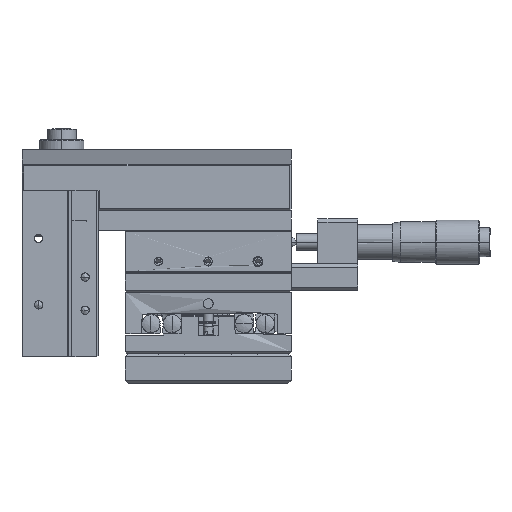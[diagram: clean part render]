
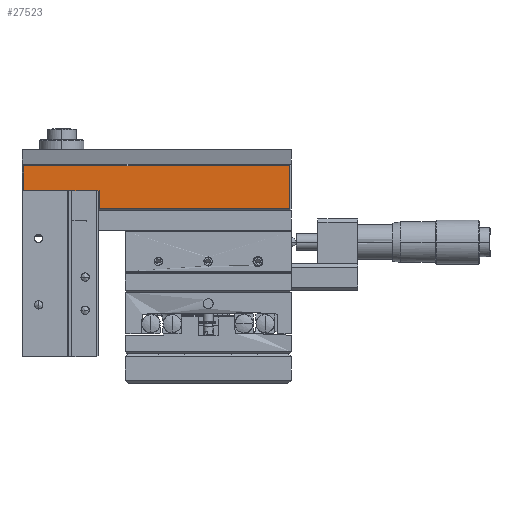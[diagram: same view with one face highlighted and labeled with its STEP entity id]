
A CAD part, front view. The second image highlights one B-rep face of the part: STEP entity #27523.
In plain terms, the highlighted free-form (B-spline) face has degree [1, 1] with [2, 2] control points.
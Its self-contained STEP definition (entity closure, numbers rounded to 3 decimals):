
#756 = B_SPLINE_SURFACE_WITH_KNOTS ( 'NONE', 1, 1, ( 
 ( #45109, #37348 ),
 ( #20014, #27263 ) ),
 .UNSPECIFIED., .F., .F., .F.,
 ( 2, 2 ),
 ( 2, 2 ),
 ( 0., 1. ),
 ( 0., 1. ),
 .UNSPECIFIED. ) ;
#1159 = ORIENTED_EDGE ( 'NONE', *, *, #10591, .F. ) ;
#1267 = CARTESIAN_POINT ( 'NONE',  ( -45.081, -27.499, 43.078 ) ) ;
#2393 = EDGE_LOOP ( 'NONE', ( #44736, #33293, #1159, #18487, #12463, #17838, #11017, #11862, #34864 ) ) ;
#2903 = VERTEX_POINT ( 'NONE', #22846 ) ;
#3006 = CARTESIAN_POINT ( 'NONE',  ( -31.781, -27.499, 35.578 ) ) ;
#4258 = CARTESIAN_POINT ( 'NONE',  ( -22.381, -27.499, 30.078 ) ) ;
#4616 = CARTESIAN_POINT ( 'NONE',  ( -45.081, -27.499, 35.578 ) ) ;
#5836 = CARTESIAN_POINT ( 'NONE',  ( -30.581, -27.499, 35.578 ) ) ;
#6253 = CARTESIAN_POINT ( 'NONE',  ( -23.081, -27.499, 35.578 ) ) ;
#8192 = VERTEX_POINT ( 'NONE', #20266 ) ;
#8530 = CARTESIAN_POINT ( 'NONE',  ( 34.919, -27.499, 43.078 ) ) ;
#9041 = B_SPLINE_CURVE_WITH_KNOTS ( 'NONE', 1,
 ( #40491, #27112 ),
 .UNSPECIFIED., .F., .F.,
 ( 2, 2 ),
 ( -1., 0. ),
 .UNSPECIFIED. ) ;
#9453 = CARTESIAN_POINT ( 'NONE',  ( -45.081, -27.499, 35.578 ) ) ;
#10186 = B_SPLINE_CURVE_WITH_KNOTS ( 'NONE', 1,
 ( #35186, #20219 ),
 .UNSPECIFIED., .F., .F.,
 ( 2, 2 ),
 ( 0.969, 1. ),
 .UNSPECIFIED. ) ;
#10591 = EDGE_CURVE ( 'NONE', #33320, #8192, #9041, .T. ) ;
#10796 = EDGE_CURVE ( 'NONE', #19611, #32359, #31443, .T. ) ;
#11017 = ORIENTED_EDGE ( 'NONE', *, *, #12148, .T. ) ;
#11862 = ORIENTED_EDGE ( 'NONE', *, *, #20783, .F. ) ;
#12148 = EDGE_CURVE ( 'NONE', #19611, #17780, #12162, .T. ) ;
#12162 = B_SPLINE_CURVE_WITH_KNOTS ( 'NONE', 1,
 ( #13313, #5836 ),
 .UNSPECIFIED., .F., .F.,
 ( 2, 2 ),
 ( 0.586, 0.639 ),
 .UNSPECIFIED. ) ;
#12463 = ORIENTED_EDGE ( 'NONE', *, *, #42596, .F. ) ;
#12870 = VERTEX_POINT ( 'NONE', #22020 ) ;
#13313 = CARTESIAN_POINT ( 'NONE',  ( -31.781, -27.499, 35.578 ) ) ;
#14878 = CARTESIAN_POINT ( 'NONE',  ( -22.381, -27.499, 35.578 ) ) ;
#15605 = CARTESIAN_POINT ( 'NONE',  ( 34.919, -27.499, 30.078 ) ) ;
#16436 = B_SPLINE_CURVE_WITH_KNOTS ( 'NONE', 1,
 ( #1267, #8530 ),
 .UNSPECIFIED., .F., .F.,
 ( 2, 2 ),
 ( -1., 0. ),
 .UNSPECIFIED. ) ;
#16480 = EDGE_CURVE ( 'NONE', #12870, #28505, #39385, .T. ) ;
#16711 = FACE_OUTER_BOUND ( 'NONE', #2393, .T. ) ;
#17066 = EDGE_CURVE ( 'NONE', #2903, #33320, #16436, .T. ) ;
#17447 = VERTEX_POINT ( 'NONE', #44328 ) ;
#17780 = VERTEX_POINT ( 'NONE', #25932 ) ;
#17838 = ORIENTED_EDGE ( 'NONE', *, *, #10796, .F. ) ;
#18487 = ORIENTED_EDGE ( 'NONE', *, *, #17066, .F. ) ;
#19611 = VERTEX_POINT ( 'NONE', #3006 ) ;
#20014 = CARTESIAN_POINT ( 'NONE',  ( 34.919, -27.499, 43.078 ) ) ;
#20219 = CARTESIAN_POINT ( 'NONE',  ( -22.381, -27.499, 35.578 ) ) ;
#20266 = CARTESIAN_POINT ( 'NONE',  ( 34.919, -27.499, 30.078 ) ) ;
#20386 = CARTESIAN_POINT ( 'NONE',  ( -45.081, -27.499, 35.578 ) ) ;
#20455 = B_SPLINE_CURVE_WITH_KNOTS ( 'NONE', 1,
 ( #15605, #22884 ),
 .UNSPECIFIED., .F., .F.,
 ( 2, 2 ),
 ( -1., 0. ),
 .UNSPECIFIED. ) ;
#20783 = EDGE_CURVE ( 'NONE', #17447, #17780, #32243, .T. ) ;
#22020 = CARTESIAN_POINT ( 'NONE',  ( -22.381, -27.499, 30.078 ) ) ;
#22846 = CARTESIAN_POINT ( 'NONE',  ( -45.081, -27.499, 43.078 ) ) ;
#22884 = CARTESIAN_POINT ( 'NONE',  ( -22.381, -27.499, 30.078 ) ) ;
#23287 = CARTESIAN_POINT ( 'NONE',  ( -31.781, -27.499, 35.578 ) ) ;
#25932 = CARTESIAN_POINT ( 'NONE',  ( -30.581, -27.499, 35.578 ) ) ;
#27112 = CARTESIAN_POINT ( 'NONE',  ( 34.919, -27.499, 30.078 ) ) ;
#27263 = CARTESIAN_POINT ( 'NONE',  ( 34.919, -27.499, 30.078 ) ) ;
#27523 = ADVANCED_FACE ( 'NONE', ( #16711 ), #756, .F. ) ;
#28505 = VERTEX_POINT ( 'NONE', #14878 ) ;
#28553 = CARTESIAN_POINT ( 'NONE',  ( -45.081, -27.499, 43.078 ) ) ;
#31443 = B_SPLINE_CURVE_WITH_KNOTS ( 'NONE', 1,
 ( #23287, #9453 ),
 .UNSPECIFIED., .F., .F.,
 ( 2, 2 ),
 ( -1., -0.414 ),
 .UNSPECIFIED. ) ;
#32243 = B_SPLINE_CURVE_WITH_KNOTS ( 'NONE', 1,
 ( #6253, #41876 ),
 .UNSPECIFIED., .F., .F.,
 ( 2, 2 ),
 ( -0.361, -0.031 ),
 .UNSPECIFIED. ) ;
#32359 = VERTEX_POINT ( 'NONE', #4616 ) ;
#33128 = EDGE_CURVE ( 'NONE', #8192, #12870, #20455, .T. ) ;
#33293 = ORIENTED_EDGE ( 'NONE', *, *, #33128, .F. ) ;
#33320 = VERTEX_POINT ( 'NONE', #42331 ) ;
#34213 = CARTESIAN_POINT ( 'NONE',  ( -22.381, -27.499, 35.578 ) ) ;
#34864 = ORIENTED_EDGE ( 'NONE', *, *, #37712, .T. ) ;
#35186 = CARTESIAN_POINT ( 'NONE',  ( -23.081, -27.499, 35.578 ) ) ;
#37348 = CARTESIAN_POINT ( 'NONE',  ( -45.081, -27.499, 30.078 ) ) ;
#37712 = EDGE_CURVE ( 'NONE', #17447, #28505, #10186, .T. ) ;
#39385 = B_SPLINE_CURVE_WITH_KNOTS ( 'NONE', 1,
 ( #4258, #34213 ),
 .UNSPECIFIED., .F., .F.,
 ( 2, 2 ),
 ( 0., 1. ),
 .UNSPECIFIED. ) ;
#40491 = CARTESIAN_POINT ( 'NONE',  ( 34.919, -27.499, 43.078 ) ) ;
#41876 = CARTESIAN_POINT ( 'NONE',  ( -30.581, -27.499, 35.578 ) ) ;
#42331 = CARTESIAN_POINT ( 'NONE',  ( 34.919, -27.499, 43.078 ) ) ;
#42596 = EDGE_CURVE ( 'NONE', #32359, #2903, #45525, .T. ) ;
#44328 = CARTESIAN_POINT ( 'NONE',  ( -23.081, -27.499, 35.578 ) ) ;
#44736 = ORIENTED_EDGE ( 'NONE', *, *, #16480, .F. ) ;
#45109 = CARTESIAN_POINT ( 'NONE',  ( -45.081, -27.499, 43.078 ) ) ;
#45525 = B_SPLINE_CURVE_WITH_KNOTS ( 'NONE', 1,
 ( #20386, #28553 ),
 .UNSPECIFIED., .F., .F.,
 ( 2, 2 ),
 ( 0., 1. ),
 .UNSPECIFIED. ) ;
